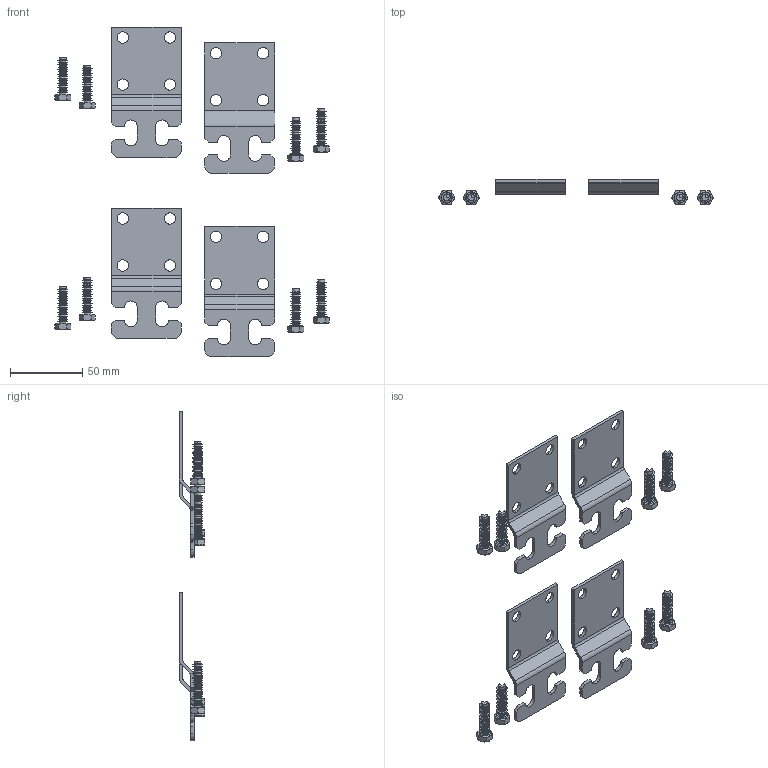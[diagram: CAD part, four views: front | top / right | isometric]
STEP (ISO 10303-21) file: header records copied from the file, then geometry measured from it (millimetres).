
FILE_DESCRIPTION (( 'STEP AP214' ), '1' );
FILE_NAME ('HGX-WMT01.STEP', '2012-11-08T21:18:18', ( 'x' ), ( '' ), 'SwSTEP 2.0', 'SolidWorks 2012', '' );
FILE_SCHEMA (( 'AUTOMOTIVE_DESIGN' ));
Length unit declared in the file: inch
Products named in the file (3): HGX-WMT01_SelfTapScrew; HGX-WMT01_bracket; HGX-WMT01
Assembly tree (12 placements, depth 2):
  HGX-WMT01
    HGX-WMT01_bracket  x4
    HGX-WMT01_SelfTapScrew  x8
Bounding box: 189.59 x 17.49 x 227.41 mm (x, y, z)
Volume: 43082.9 mm3; surface area: 43592.4 mm2
Topology: 12 solids, 12 shells, 1112 faces, 2448 edges, 1368 vertices
Faces by surface type: cone 784, plane 176, cylinder 120, torus 32
Entity records: 4828 total; most frequent: CARTESIAN_POINT 942, DIRECTION 850, ORIENTED_EDGE 732, EDGE_CURVE 366, AXIS2_PLACEMENT_3D 329, VERTEX_POINT 211, LINE 192, VECTOR 192
